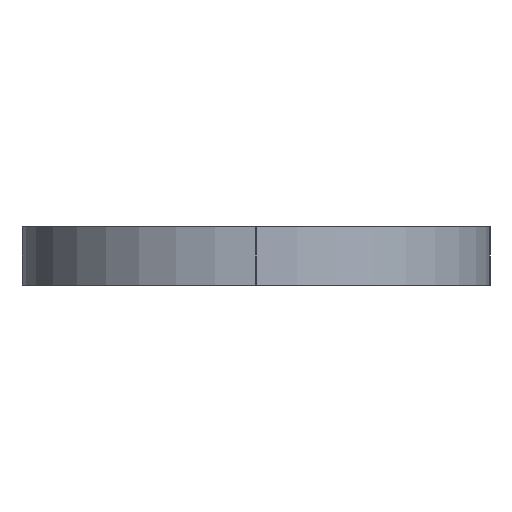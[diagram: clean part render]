
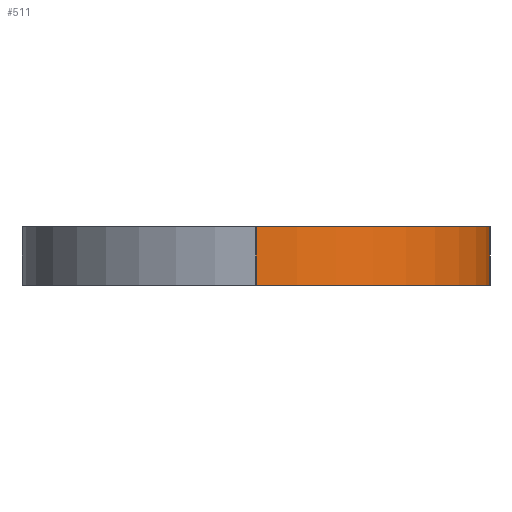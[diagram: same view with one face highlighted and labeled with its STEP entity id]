
A CAD part, left-side view. The second image highlights one B-rep face of the part: STEP entity #511.
In plain terms, the highlighted cylindrical face has radius 4.998 mm (diameter 9.996 mm), a partial arc.
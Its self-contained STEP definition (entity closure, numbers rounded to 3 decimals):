
#46=FACE_OUTER_BOUND('',#75,.T.);
#75=EDGE_LOOP('',(#359,#360,#361,#362));
#113=LINE('',#750,#169);
#114=LINE('',#753,#170);
#169=VECTOR('',#610,1.252);
#170=VECTOR('',#613,1.252);
#221=CIRCLE('',#547,4.998);
#222=CIRCLE('',#548,4.998);
#239=VERTEX_POINT('',#746);
#240=VERTEX_POINT('',#747);
#241=VERTEX_POINT('',#749);
#242=VERTEX_POINT('',#751);
#286=EDGE_CURVE('',#239,#240,#221,.T.);
#287=EDGE_CURVE('',#240,#241,#113,.T.);
#288=EDGE_CURVE('',#241,#242,#222,.T.);
#289=EDGE_CURVE('',#242,#239,#114,.T.);
#359=ORIENTED_EDGE('',*,*,#286,.T.);
#360=ORIENTED_EDGE('',*,*,#287,.T.);
#361=ORIENTED_EDGE('',*,*,#288,.T.);
#362=ORIENTED_EDGE('',*,*,#289,.T.);
#478=CYLINDRICAL_SURFACE('',#546,4.998);
#511=ADVANCED_FACE('',(#46),#478,.T.);
#546=AXIS2_PLACEMENT_3D('',#745,#606,#607);
#547=AXIS2_PLACEMENT_3D('',#748,#608,#609);
#548=AXIS2_PLACEMENT_3D('',#752,#611,#612);
#606=DIRECTION('center_axis',(0.,0.,-1.));
#607=DIRECTION('ref_axis',(-0.707,-0.707,0.));
#608=DIRECTION('center_axis',(0.,0.,1.));
#609=DIRECTION('ref_axis',(-0.707,-0.707,0.));
#610=DIRECTION('',(0.,0.,1.));
#611=DIRECTION('center_axis',(0.,0.,-1.));
#612=DIRECTION('ref_axis',(-0.707,-0.707,0.));
#613=DIRECTION('',(0.,0.,-1.));
#745=CARTESIAN_POINT('Origin',(-100.002,-0.001,1.25));
#746=CARTESIAN_POINT('',(-105.,-0.001,-0.001));
#747=CARTESIAN_POINT('',(-100.002,-4.999,-0.001));
#748=CARTESIAN_POINT('Origin',(-100.002,-0.001,-0.001));
#749=CARTESIAN_POINT('',(-100.002,-4.999,1.251));
#750=CARTESIAN_POINT('',(-100.002,-4.999,1.25));
#751=CARTESIAN_POINT('',(-105.,-0.001,1.251));
#752=CARTESIAN_POINT('Origin',(-100.002,-0.001,1.251));
#753=CARTESIAN_POINT('',(-105.,-0.001,1.25));
